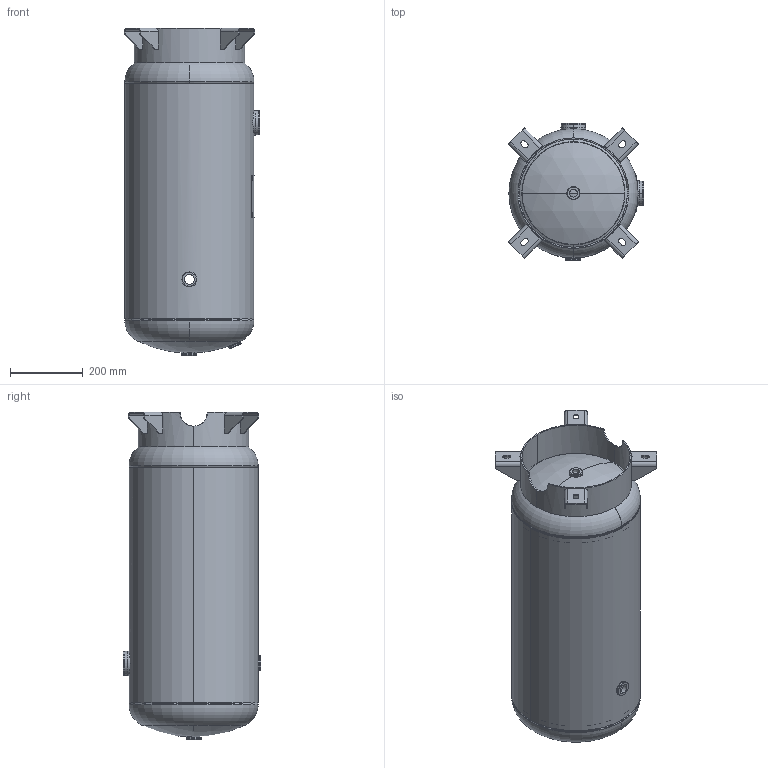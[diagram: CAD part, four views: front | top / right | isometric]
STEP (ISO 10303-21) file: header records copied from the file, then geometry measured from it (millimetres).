
FILE_DESCRIPTION (( 'STEP AP214' ), '1' );
FILE_NAME ('302404.STEP', '2025-03-28T16:50:11', ( '' ), ( '' ), 'SwSTEP 2.0', 'SolidWorks 2022', '' );
FILE_SCHEMA (( 'AUTOMOTIVE_DESIGN' ));
Length unit declared in the file: millimetre
Products named in the file (1): 302404
Bounding box: 373.95 x 378.61 x 902.49 mm (x, y, z)
Volume: 3206085.9 mm3; surface area: 2400810.5 mm2
Topology: 15 solids, 15 shells, 344 faces, 746 edges, 444 vertices
Faces by surface type: plane 128, cylinder 96, torus 92, bspline 20, sphere 8
Full cylindrical faces by diameter (mm): 350.215 x1, 355.6 x1
Entity records: 18804 total; most frequent: CARTESIAN_POINT 7221, DIRECTION 1690, ORIENTED_EDGE 1492, EDGE_CURVE 746, AXIS2_PLACEMENT_3D 697, VERTEX_POINT 444, EDGE_LOOP 390, CIRCLE 372
